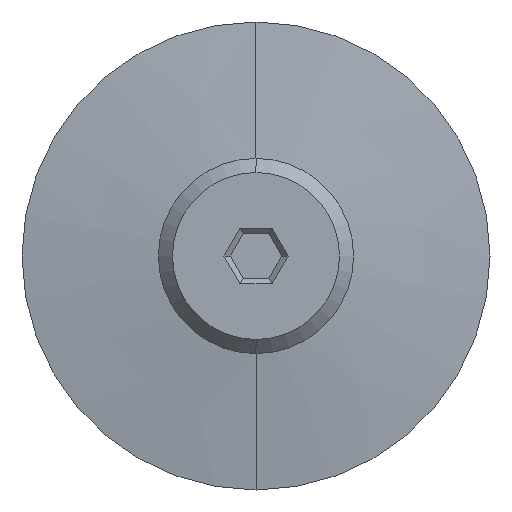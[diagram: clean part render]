
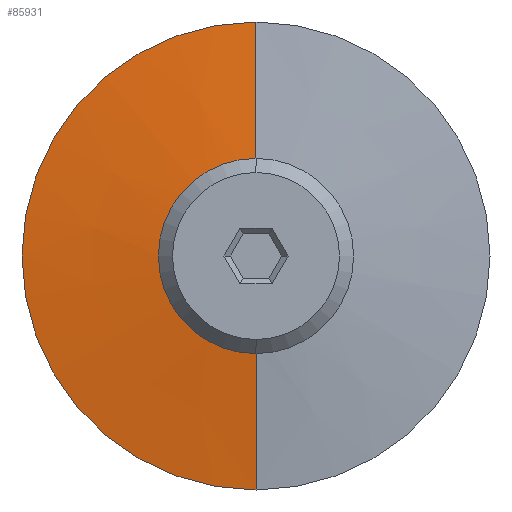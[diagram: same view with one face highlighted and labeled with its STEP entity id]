
A CAD part, left-side view. The second image highlights one B-rep face of the part: STEP entity #85931.
In plain terms, the highlighted conical face has half-angle 82.973 degrees and reference radius 10.5 mm.
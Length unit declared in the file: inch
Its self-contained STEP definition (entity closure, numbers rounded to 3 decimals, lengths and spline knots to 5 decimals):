
#72186 = ORIENTED_EDGE ( 'NONE', *, *, #85478, .F. ) ;
#78954 = VERTEX_POINT ( 'NONE', #79912 ) ;
#79912 = CARTESIAN_POINT ( 'NONE',  ( -3.16575, 0.24395, 0.29815 ) ) ;
#84849 = VERTEX_POINT ( 'NONE', #85342 ) ;
#84977 = EDGE_CURVE ( 'NONE', #78954, #84849, #85471, .T. ) ;
#85064 = ORIENTED_EDGE ( 'NONE', *, *, #84977, .T. ) ;
#85070 = EDGE_LOOP ( 'NONE', ( #85724, #85762, #85064, #72186 ) ) ;
#85342 = CARTESIAN_POINT ( 'NONE',  ( -3.16575, 0.24395, -0.52862 ) ) ;
#85468 = DIRECTION ( 'NONE',  ( 0., 0., 1. ) ) ;
#85469 = DIRECTION ( 'NONE',  ( -1., 0., 0. ) ) ;
#85470 = CARTESIAN_POINT ( 'NONE',  ( -3.16575, 0.24395, -0.11524 ) ) ;
#85471 = CIRCLE ( 'NONE', #85484, 0.41339 ) ;
#85478 = EDGE_CURVE ( 'NONE', #85670, #84849, #85761, .T. ) ;
#85484 = AXIS2_PLACEMENT_3D ( 'NONE', #85470, #85469, #85468 ) ;
#85644 = EDGE_CURVE ( 'NONE', #85646, #78954, #85846, .T. ) ;
#85646 = VERTEX_POINT ( 'NONE', #85844 ) ;
#85670 = VERTEX_POINT ( 'NONE', #85821 ) ;
#85724 = ORIENTED_EDGE ( 'NONE', *, *, #85893, .F. ) ;
#85751 = DIRECTION ( 'NONE',  ( 0.122, 0., -0.992 ) ) ;
#85752 = VECTOR ( 'NONE', #85751, 39.37008 ) ;
#85753 = CARTESIAN_POINT ( 'NONE',  ( -3.16575, 0.24395, -0.52862 ) ) ;
#85761 = LINE ( 'NONE', #85753, #85752 ) ;
#85762 = ORIENTED_EDGE ( 'NONE', *, *, #85644, .T. ) ;
#85821 = CARTESIAN_POINT ( 'NONE',  ( -3.19575, 0.24395, -0.28524 ) ) ;
#85835 = DIRECTION ( 'NONE',  ( 0.122, 0., 0.992 ) ) ;
#85837 = VECTOR ( 'NONE', #85835, 39.37008 ) ;
#85844 = CARTESIAN_POINT ( 'NONE',  ( -3.19575, 0.24395, 0.05476 ) ) ;
#85845 = CARTESIAN_POINT ( 'NONE',  ( -3.16575, 0.24395, 0.29815 ) ) ;
#85846 = LINE ( 'NONE', #85845, #85837 ) ;
#85893 = EDGE_CURVE ( 'NONE', #85646, #85670, #86057, .T. ) ;
#85931 = ADVANCED_FACE ( 'NONE', ( #86063 ), #86064, .T. ) ;
#85971 = AXIS2_PLACEMENT_3D ( 'NONE', #86052, #86075, #86073 ) ;
#86052 = CARTESIAN_POINT ( 'NONE',  ( -3.16575, 0.24395, -0.11524 ) ) ;
#86054 = DIRECTION ( 'NONE',  ( 0., 0., 1. ) ) ;
#86055 = DIRECTION ( 'NONE',  ( -1., 0., 0. ) ) ;
#86056 = CARTESIAN_POINT ( 'NONE',  ( -3.19575, 0.24395, -0.11524 ) ) ;
#86057 = CIRCLE ( 'NONE', #86065, 0.17 ) ;
#86063 = FACE_OUTER_BOUND ( 'NONE', #85070, .T. ) ;
#86064 = CONICAL_SURFACE ( 'NONE', #85971, 0.41339, 1.448 ) ;
#86065 = AXIS2_PLACEMENT_3D ( 'NONE', #86056, #86055, #86054 ) ;
#86073 = DIRECTION ( 'NONE',  ( 0., 0., -1. ) ) ;
#86075 = DIRECTION ( 'NONE',  ( 1., 0., 0. ) ) ;
